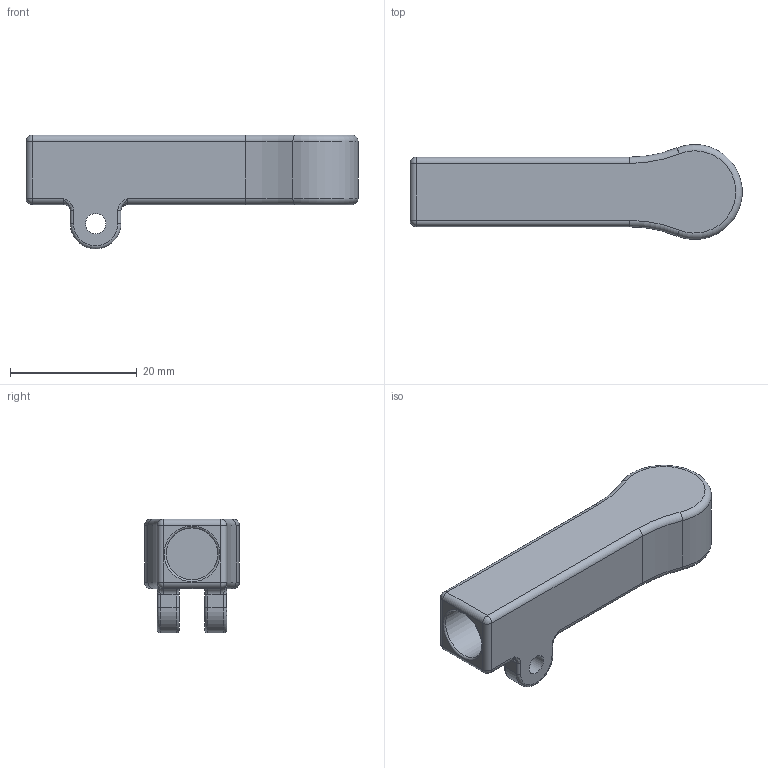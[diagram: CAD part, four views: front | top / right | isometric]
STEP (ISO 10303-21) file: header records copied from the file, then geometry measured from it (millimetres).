
FILE_DESCRIPTION(/* description */ (''),/* implementation_level */ '2;1');
FILE_NAME(/* name */ 'Rod_Joint.step',/* time_stamp */ '2021-04-18T23:26:35+02:00',/* author */ (''),/* organization */ (''),/* preprocessor_version */ 'ST-DEVELOPER v18.1',/* originating_system */ 'Autodesk Translation Framework v10.6.0.1341',/* authorisation */ '');
FILE_SCHEMA (('AUTOMOTIVE_DESIGN { 1 0 10303 214 3 1 1 }'));
Length unit declared in the file: millimetre
Products named in the file (1): Rod_Joint
Bounding box: 52.47 x 14.99 x 18 mm (x, y, z)
Volume: 4569.8 mm3; surface area: 3771.6 mm2
Topology: 1 solids, 1 shells, 71 faces, 163 edges, 91 vertices
Faces by surface type: cylinder 30, torus 20, plane 12, sphere 5, bspline 4
Full cylindrical faces by diameter (mm): 3.2 x2, 8.2 x1
Entity records: 2261 total; most frequent: CARTESIAN_POINT 613, DIRECTION 371, ORIENTED_EDGE 316, EDGE_CURVE 158, AXIS2_PLACEMENT_3D 157, VERTEX_POINT 91, CIRCLE 89, EDGE_LOOP 77
